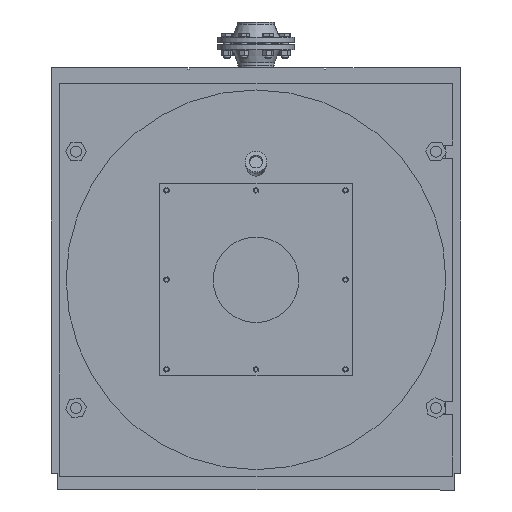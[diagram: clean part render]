
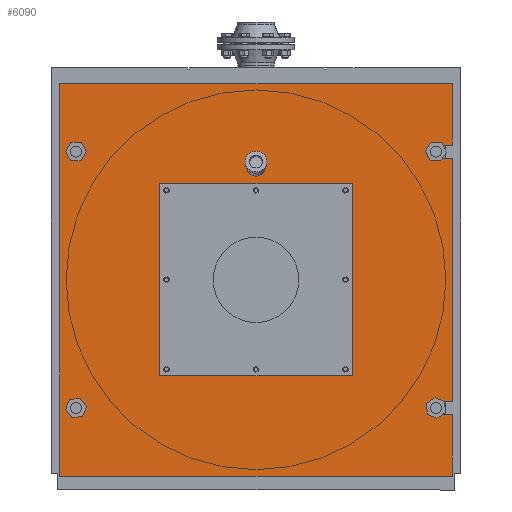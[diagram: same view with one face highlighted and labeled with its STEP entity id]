
A CAD part, front view. The second image highlights one B-rep face of the part: STEP entity #6090.
In plain terms, the highlighted face is planar.
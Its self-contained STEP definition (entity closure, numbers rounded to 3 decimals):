
#21=ELLIPSE('',#6879,29.505,28.5);
#22=ELLIPSE('',#6880,29.505,28.5);
#428=FACE_BOUND('',#1409,.T.);
#429=FACE_BOUND('',#1410,.T.);
#430=FACE_BOUND('',#1411,.T.);
#431=FACE_BOUND('',#1412,.T.);
#598=PLANE('',#6876);
#951=FACE_OUTER_BOUND('',#1408,.T.);
#1408=EDGE_LOOP('',(#5327,#5328,#5329,#5330,#5331,#5332,#5333,#5334,#5335,
#5336,#5337,#5338));
#1409=EDGE_LOOP('',(#5339,#5340,#5341));
#1410=EDGE_LOOP('',(#5342,#5343,#5344,#5345));
#1411=EDGE_LOOP('',(#5346));
#1412=EDGE_LOOP('',(#5347));
#1787=LINE('',#10296,#2304);
#1792=LINE('',#10307,#2309);
#1796=LINE('',#10314,#2313);
#1798=LINE('',#10317,#2315);
#1900=LINE('',#10546,#2417);
#1903=LINE('',#10551,#2420);
#1905=LINE('',#10555,#2422);
#1907=LINE('',#10558,#2424);
#1918=LINE('',#10601,#2435);
#1919=LINE('',#10605,#2436);
#1920=LINE('',#10607,#2437);
#1921=LINE('',#10609,#2438);
#1922=LINE('',#10613,#2439);
#1923=LINE('',#10614,#2440);
#1924=LINE('',#10620,#2441);
#2304=VECTOR('',#8156,10.);
#2309=VECTOR('',#8163,10.);
#2313=VECTOR('',#8169,10.);
#2315=VECTOR('',#8173,10.);
#2417=VECTOR('',#8333,10.);
#2420=VECTOR('',#8338,10.);
#2422=VECTOR('',#8342,10.);
#2424=VECTOR('',#8346,10.);
#2435=VECTOR('',#8393,10.);
#2436=VECTOR('',#8396,10.);
#2437=VECTOR('',#8397,10.);
#2438=VECTOR('',#8398,10.);
#2439=VECTOR('',#8401,10.);
#2440=VECTOR('',#8402,10.);
#2441=VECTOR('',#8407,10.);
#2743=CIRCLE('',#6877,20.);
#2744=CIRCLE('',#6878,20.);
#2745=CIRCLE('',#6881,20.);
#2746=CIRCLE('',#6882,20.);
#3098=VERTEX_POINT('',#10293);
#3099=VERTEX_POINT('',#10295);
#3103=VERTEX_POINT('',#10304);
#3104=VERTEX_POINT('',#10306);
#3106=VERTEX_POINT('',#10312);
#3203=VERTEX_POINT('',#10544);
#3204=VERTEX_POINT('',#10545);
#3205=VERTEX_POINT('',#10550);
#3206=VERTEX_POINT('',#10554);
#3220=VERTEX_POINT('',#10600);
#3221=VERTEX_POINT('',#10602);
#3222=VERTEX_POINT('',#10604);
#3223=VERTEX_POINT('',#10606);
#3224=VERTEX_POINT('',#10608);
#3225=VERTEX_POINT('',#10610);
#3226=VERTEX_POINT('',#10612);
#3227=VERTEX_POINT('',#10615);
#3228=VERTEX_POINT('',#10616);
#3229=VERTEX_POINT('',#10618);
#3230=VERTEX_POINT('',#10621);
#3231=VERTEX_POINT('',#10623);
#3810=EDGE_CURVE('',#3099,#3098,#1787,.T.);
#3815=EDGE_CURVE('',#3104,#3103,#1792,.T.);
#3819=EDGE_CURVE('',#3103,#3106,#1796,.T.);
#3821=EDGE_CURVE('',#3106,#3099,#1798,.T.);
#3931=EDGE_CURVE('',#3203,#3204,#1900,.T.);
#3934=EDGE_CURVE('',#3205,#3203,#1903,.T.);
#3936=EDGE_CURVE('',#3206,#3205,#1905,.T.);
#3938=EDGE_CURVE('',#3204,#3206,#1907,.T.);
#3957=EDGE_CURVE('',#3098,#3220,#1918,.T.);
#3958=EDGE_CURVE('',#3220,#3221,#2743,.T.);
#3959=EDGE_CURVE('',#3221,#3222,#1919,.T.);
#3960=EDGE_CURVE('',#3222,#3223,#1920,.T.);
#3961=EDGE_CURVE('',#3223,#3224,#1921,.T.);
#3962=EDGE_CURVE('',#3224,#3225,#2744,.T.);
#3963=EDGE_CURVE('',#3225,#3226,#1922,.T.);
#3964=EDGE_CURVE('',#3226,#3104,#1923,.T.);
#3965=EDGE_CURVE('',#3227,#3228,#21,.T.);
#3966=EDGE_CURVE('',#3228,#3229,#22,.T.);
#3967=EDGE_CURVE('',#3229,#3227,#1924,.T.);
#3968=EDGE_CURVE('',#3230,#3230,#2745,.T.);
#3969=EDGE_CURVE('',#3231,#3231,#2746,.T.);
#5327=ORIENTED_EDGE('',*,*,#3957,.T.);
#5328=ORIENTED_EDGE('',*,*,#3958,.T.);
#5329=ORIENTED_EDGE('',*,*,#3959,.T.);
#5330=ORIENTED_EDGE('',*,*,#3960,.T.);
#5331=ORIENTED_EDGE('',*,*,#3961,.T.);
#5332=ORIENTED_EDGE('',*,*,#3962,.T.);
#5333=ORIENTED_EDGE('',*,*,#3963,.T.);
#5334=ORIENTED_EDGE('',*,*,#3964,.T.);
#5335=ORIENTED_EDGE('',*,*,#3815,.T.);
#5336=ORIENTED_EDGE('',*,*,#3819,.T.);
#5337=ORIENTED_EDGE('',*,*,#3821,.T.);
#5338=ORIENTED_EDGE('',*,*,#3810,.T.);
#5339=ORIENTED_EDGE('',*,*,#3965,.T.);
#5340=ORIENTED_EDGE('',*,*,#3966,.T.);
#5341=ORIENTED_EDGE('',*,*,#3967,.T.);
#5342=ORIENTED_EDGE('',*,*,#3938,.T.);
#5343=ORIENTED_EDGE('',*,*,#3936,.T.);
#5344=ORIENTED_EDGE('',*,*,#3934,.T.);
#5345=ORIENTED_EDGE('',*,*,#3931,.T.);
#5346=ORIENTED_EDGE('',*,*,#3968,.T.);
#5347=ORIENTED_EDGE('',*,*,#3969,.T.);
#6090=ADVANCED_FACE('',(#951,#428,#429,#430,#431),#598,.T.);
#6876=AXIS2_PLACEMENT_3D('',#10599,#8391,#8392);
#6877=AXIS2_PLACEMENT_3D('',#10603,#8394,#8395);
#6878=AXIS2_PLACEMENT_3D('',#10611,#8399,#8400);
#6879=AXIS2_PLACEMENT_3D('',#10617,#8403,#8404);
#6880=AXIS2_PLACEMENT_3D('',#10619,#8405,#8406);
#6881=AXIS2_PLACEMENT_3D('',#10622,#8408,#8409);
#6882=AXIS2_PLACEMENT_3D('',#10624,#8410,#8411);
#8156=DIRECTION('',(0.,1.,0.));
#8163=DIRECTION('',(-1.,0.,0.));
#8169=DIRECTION('',(0.,-1.,0.));
#8173=DIRECTION('',(1.,0.,0.));
#8333=DIRECTION('',(1.,0.,0.));
#8338=DIRECTION('',(0.,1.,0.));
#8342=DIRECTION('',(-1.,0.,0.));
#8346=DIRECTION('',(0.,-1.,0.));
#8391=DIRECTION('center_axis',(0.,0.,1.));
#8392=DIRECTION('ref_axis',(1.,0.,0.));
#8393=DIRECTION('',(-1.,0.,0.));
#8394=DIRECTION('center_axis',(0.,0.,-1.));
#8395=DIRECTION('ref_axis',(0.,1.,0.));
#8396=DIRECTION('',(1.,0.,0.));
#8397=DIRECTION('',(0.,1.,0.));
#8398=DIRECTION('',(-1.,0.,0.));
#8399=DIRECTION('center_axis',(0.,0.,-1.));
#8400=DIRECTION('ref_axis',(0.,1.,0.));
#8401=DIRECTION('',(1.,0.,0.));
#8402=DIRECTION('',(0.,1.,0.));
#8403=DIRECTION('center_axis',(0.,0.,-1.));
#8404=DIRECTION('ref_axis',(0.,-1.,0.));
#8405=DIRECTION('center_axis',(0.,0.,-1.));
#8406=DIRECTION('ref_axis',(0.,-1.,0.));
#8407=DIRECTION('',(-1.,0.,0.));
#8408=DIRECTION('center_axis',(0.,0.,-1.));
#8409=DIRECTION('ref_axis',(1.,0.,0.));
#8410=DIRECTION('center_axis',(0.,0.,-1.));
#8411=DIRECTION('ref_axis',(1.,0.,0.));
#10293=CARTESIAN_POINT('',(-25.,229.667,208.9));
#10295=CARTESIAN_POINT('',(-25.,42.,208.9));
#10296=CARTESIAN_POINT('',(-25.,42.,208.9));
#10304=CARTESIAN_POINT('',(-1221.,1238.,208.9));
#10306=CARTESIAN_POINT('',(-25.,1238.,208.9));
#10307=CARTESIAN_POINT('',(-25.,1238.,208.9));
#10312=CARTESIAN_POINT('',(-1221.,42.,208.9));
#10314=CARTESIAN_POINT('',(-1221.,1238.,208.9));
#10317=CARTESIAN_POINT('',(-1221.,42.,208.9));
#10544=CARTESIAN_POINT('',(-915.5,932.5,208.9));
#10545=CARTESIAN_POINT('',(-330.5,932.5,208.9));
#10546=CARTESIAN_POINT('',(-476.75,932.5,208.9));
#10550=CARTESIAN_POINT('',(-915.5,347.5,208.9));
#10551=CARTESIAN_POINT('',(-915.5,786.25,208.9));
#10554=CARTESIAN_POINT('',(-330.5,347.5,208.9));
#10555=CARTESIAN_POINT('',(-769.25,347.5,208.9));
#10558=CARTESIAN_POINT('',(-330.5,493.75,208.9));
#10599=CARTESIAN_POINT('Origin',(-623.,640.,208.9));
#10600=CARTESIAN_POINT('',(-75.,229.667,208.9));
#10601=CARTESIAN_POINT('',(-324.,229.667,208.9));
#10602=CARTESIAN_POINT('',(-75.,269.667,208.9));
#10603=CARTESIAN_POINT('Origin',(-75.,249.667,208.9));
#10604=CARTESIAN_POINT('',(-25.,269.667,208.9));
#10605=CARTESIAN_POINT('',(-349.,269.667,208.9));
#10606=CARTESIAN_POINT('',(-25.,1010.333,208.9));
#10607=CARTESIAN_POINT('',(-25.,42.,208.9));
#10608=CARTESIAN_POINT('',(-75.,1010.333,208.9));
#10609=CARTESIAN_POINT('',(-324.,1010.333,208.9));
#10610=CARTESIAN_POINT('',(-75.,1050.333,208.9));
#10611=CARTESIAN_POINT('Origin',(-75.,1030.333,208.9));
#10612=CARTESIAN_POINT('',(-25.,1050.333,208.9));
#10613=CARTESIAN_POINT('',(-349.,1050.333,208.9));
#10614=CARTESIAN_POINT('',(-25.,42.,208.9));
#10615=CARTESIAN_POINT('',(-647.852,969.821,208.9));
#10616=CARTESIAN_POINT('',(-594.5,984.264,208.9));
#10617=CARTESIAN_POINT('Origin',(-623.,984.264,208.9));
#10618=CARTESIAN_POINT('',(-598.148,969.821,208.9));
#10619=CARTESIAN_POINT('Origin',(-623.,984.264,208.9));
#10620=CARTESIAN_POINT('',(-623.,969.821,208.9));
#10621=CARTESIAN_POINT('',(-1191.,249.667,208.9));
#10622=CARTESIAN_POINT('Origin',(-1171.,249.667,208.9));
#10623=CARTESIAN_POINT('',(-1191.,1030.333,208.9));
#10624=CARTESIAN_POINT('Origin',(-1171.,1030.333,208.9));
